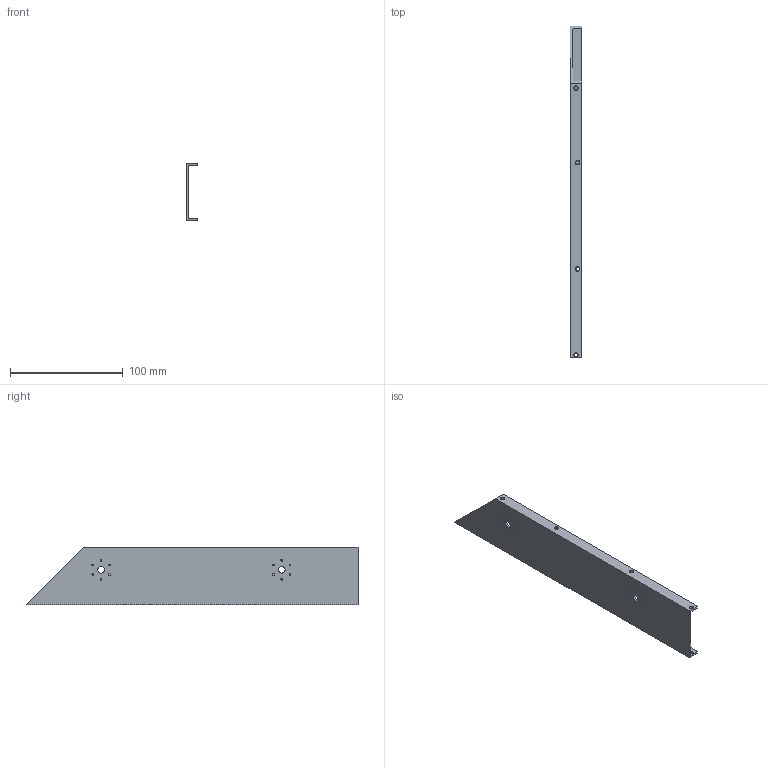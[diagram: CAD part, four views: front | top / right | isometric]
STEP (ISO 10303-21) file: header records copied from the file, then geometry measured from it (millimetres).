
FILE_DESCRIPTION (( 'STEP AP203' ), '1' );
FILE_NAME ('Bottom right baffle.STEP', '2024-05-10T01:37:49', ( '' ), ( '' ), 'SwSTEP 2.0', 'SolidWorks 2024', '' );
FILE_SCHEMA (( 'CONFIG_CONTROL_DESIGN' ));
Length unit declared in the file: millimetre
Products named in the file (1): Bottom right baffle
Bounding box: 10 x 294 x 51 mm (x, y, z)
Volume: 35656.6 mm3; surface area: 37424.9 mm2
Topology: 1 solids, 1 shells, 74 faces, 198 edges, 126 vertices
Faces by surface type: cylinder 46, cone 18, plane 10
Entity records: 2517 total; most frequent: DIRECTION 458, CARTESIAN_POINT 399, ORIENTED_EDGE 396, EDGE_CURVE 198, AXIS2_PLACEMENT_3D 185, VERTEX_POINT 126, EDGE_LOOP 120, CIRCLE 110
